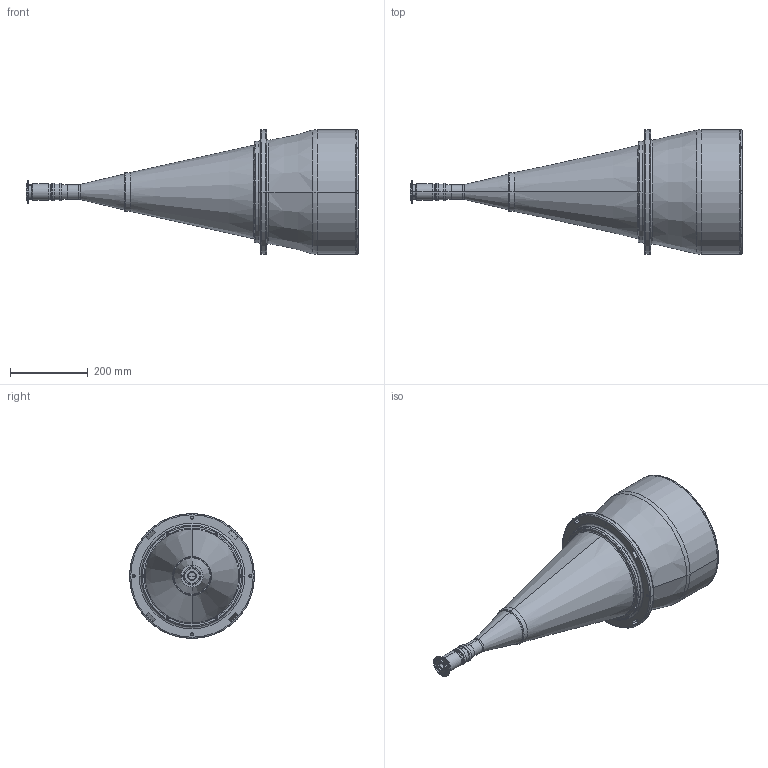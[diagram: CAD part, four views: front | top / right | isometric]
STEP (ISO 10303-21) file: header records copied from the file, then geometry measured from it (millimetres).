
FILE_DESCRIPTION (( 'STEP AP214' ), '1' );
FILE_NAME ('4M240_F.STEP', '2013-05-10T09:12:22', ( 'Work' ), ( '' ), 'SwSTEP 2.0', 'SolidWorks 2013', '' );
FILE_SCHEMA (( 'AUTOMOTIVE_DESIGN' ));
Length unit declared in the file: millimetre
Products named in the file (1): 4M240_F
Bounding box: 856.32 x 322 x 322 mm (x, y, z)
Surface area: 726486.9 mm2 (no closed solid volume)
Topology: 0 solids, 12 shells, 260 faces, 757 edges, 510 vertices
Faces by surface type: cylinder 138, plane 57, torus 33, cone 24, bspline 6, sphere 2
Entity records: 12844 total; most frequent: CARTESIAN_POINT 2784, DIRECTION 1661, ORIENTED_EDGE 1345, EDGE_CURVE 757, AXIS2_PLACEMENT_3D 723, VERTEX_POINT 510, CIRCLE 468, EDGE_LOOP 340
